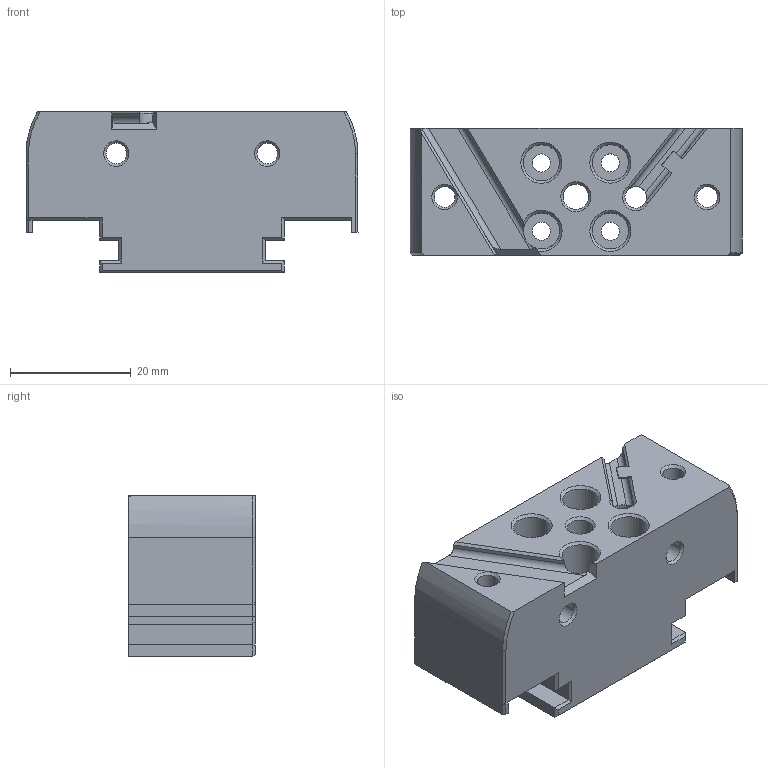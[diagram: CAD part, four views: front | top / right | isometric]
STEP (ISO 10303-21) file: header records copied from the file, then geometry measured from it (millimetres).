
FILE_DESCRIPTION(/* description */ (''),/* implementation_level */ '2;1');
FILE_NAME(/* name */ 'Dragon_Mount.step',/* time_stamp */ '2026-01-01T11:16:52-05:00',/* author */ (''),/* organization */ (''),/* preprocessor_version */ 'ST-DEVELOPER v20.1',/* originating_system */ 'Autodesk Translation Framework v14.21.0.0',/* authorisation */ '');
FILE_SCHEMA (('AUTOMOTIVE_DESIGN { 1 0 10303 214 3 1 1 }'));
Length unit declared in the file: millimetre
Products named in the file (1): Dragon_Mount
Bounding box: 55 x 21 x 26.66 mm (x, y, z)
Volume: 21006.4 mm3; surface area: 9627 mm2
Topology: 2 solids, 2 shells, 132 faces, 354 edges, 228 vertices
Faces by surface type: plane 90, cylinder 28, cone 14
Full cylindrical faces by diameter (mm): 3 x4, 3.4 x2, 3.417 x2, 3.6 x1, 4.2 x1, 4.7 x2, 6 x4
Entity records: 4263 total; most frequent: CARTESIAN_POINT 810, ORIENTED_EDGE 708, DIRECTION 704, EDGE_CURVE 354, LINE 246, VECTOR 246, AXIS2_PLACEMENT_3D 229, VERTEX_POINT 228
